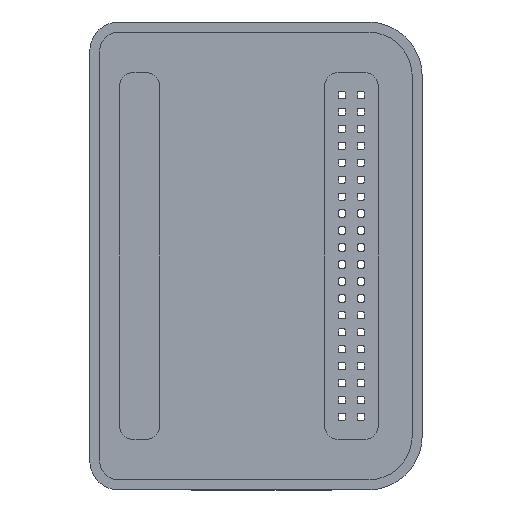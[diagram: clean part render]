
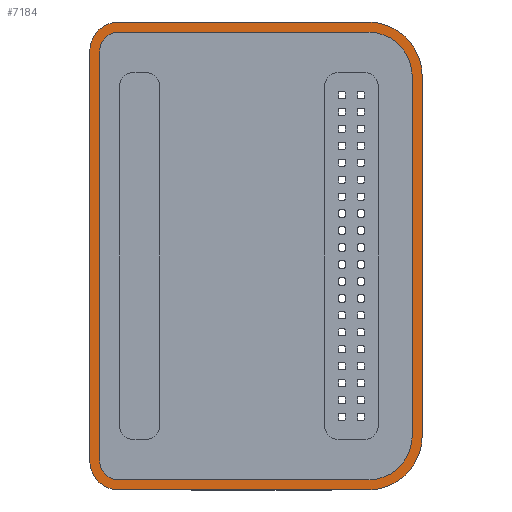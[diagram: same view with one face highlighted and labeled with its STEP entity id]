
A CAD part, front view. The second image highlights one B-rep face of the part: STEP entity #7184.
In plain terms, the highlighted planar face has unit normal (0, -1, 0).
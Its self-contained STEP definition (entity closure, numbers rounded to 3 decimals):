
#137 = DIRECTION ( 'NONE',  ( 0., -1., 0. ) ) ;
#171 = EDGE_CURVE ( 'NONE', #9583, #12754, #4384, .T. ) ;
#286 = LINE ( 'NONE', #10554, #13177 ) ;
#302 = AXIS2_PLACEMENT_3D ( 'NONE', #10979, #401, #5116 ) ;
#397 = PLANE ( 'NONE',  #12147 ) ;
#401 = DIRECTION ( 'NONE',  ( 0., -1., 0. ) ) ;
#517 = CARTESIAN_POINT ( 'NONE',  ( 3.15, -5.1, 30.725 ) ) ;
#940 = CARTESIAN_POINT ( 'NONE',  ( 49.98, -5.1, -26.925 ) ) ;
#1066 = DIRECTION ( 'NONE',  ( -1., 0., 0. ) ) ;
#1067 = VECTOR ( 'NONE', #9562, 1000. ) ;
#1190 = VERTEX_POINT ( 'NONE', #5854 ) ;
#1293 = CARTESIAN_POINT ( 'NONE',  ( 43.33, -5.1, -26.925 ) ) ;
#1337 = CIRCLE ( 'NONE', #3803, 6.65 ) ;
#1346 = CARTESIAN_POINT ( 'NONE',  ( 49.98, -5.1, 26.925 ) ) ;
#1567 = DIRECTION ( 'NONE',  ( 0., 0., -1. ) ) ;
#1725 = DIRECTION ( 'NONE',  ( 0., -1., 0. ) ) ;
#1753 = AXIS2_PLACEMENT_3D ( 'NONE', #3255, #7914, #6846 ) ;
#1839 = VECTOR ( 'NONE', #15019, 1000. ) ;
#1872 = LINE ( 'NONE', #10861, #1067 ) ;
#1943 = EDGE_CURVE ( 'NONE', #13780, #9583, #14780, .T. ) ;
#2272 = VERTEX_POINT ( 'NONE', #11494 ) ;
#2281 = DIRECTION ( 'NONE',  ( 0., 0., -1. ) ) ;
#2401 = LINE ( 'NONE', #9514, #2697 ) ;
#2543 = CIRCLE ( 'NONE', #3777, 8.15 ) ;
#2644 = FACE_OUTER_BOUND ( 'NONE', #13611, .T. ) ;
#2697 = VECTOR ( 'NONE', #1567, 1000. ) ;
#2755 = LINE ( 'NONE', #517, #10804 ) ;
#2872 = FACE_BOUND ( 'NONE', #8325, .T. ) ;
#2907 = EDGE_CURVE ( 'NONE', #2272, #11118, #5138, .T. ) ;
#2962 = VECTOR ( 'NONE', #11384, 1000. ) ;
#3077 = ORIENTED_EDGE ( 'NONE', *, *, #171, .F. ) ;
#3160 = ORIENTED_EDGE ( 'NONE', *, *, #2907, .F. ) ;
#3255 = CARTESIAN_POINT ( 'NONE',  ( 6., -5.1, 30.725 ) ) ;
#3377 = EDGE_CURVE ( 'NONE', #9239, #2272, #14861, .T. ) ;
#3535 = DIRECTION ( 'NONE',  ( 0., 0., 1. ) ) ;
#3546 = CARTESIAN_POINT ( 'NONE',  ( 3.15, -5.1, -30.725 ) ) ;
#3751 = DIRECTION ( 'NONE',  ( 0., -1., 0. ) ) ;
#3777 = AXIS2_PLACEMENT_3D ( 'NONE', #9642, #137, #13137 ) ;
#3792 = EDGE_CURVE ( 'NONE', #14412, #6541, #12441, .T. ) ;
#3803 = AXIS2_PLACEMENT_3D ( 'NONE', #12144, #5173, #6246 ) ;
#3910 = EDGE_CURVE ( 'NONE', #5938, #4741, #286, .T. ) ;
#3947 = CARTESIAN_POINT ( 'NONE',  ( 51.48, -5.1, -26.925 ) ) ;
#4052 = DIRECTION ( 'NONE',  ( 1., 0., 0. ) ) ;
#4289 = DIRECTION ( 'NONE',  ( 0., 0., -1. ) ) ;
#4384 = CIRCLE ( 'NONE', #13214, 6.65 ) ;
#4434 = VERTEX_POINT ( 'NONE', #6134 ) ;
#4590 = CIRCLE ( 'NONE', #7719, 4.35 ) ;
#4635 = CARTESIAN_POINT ( 'NONE',  ( 6., -5.1, -30.725 ) ) ;
#4741 = VERTEX_POINT ( 'NONE', #13969 ) ;
#4830 = DIRECTION ( 'NONE',  ( 0., -1., 0. ) ) ;
#5116 = DIRECTION ( 'NONE',  ( 0., 0., -1. ) ) ;
#5138 = LINE ( 'NONE', #13127, #12370 ) ;
#5173 = DIRECTION ( 'NONE',  ( 0., -1., 0. ) ) ;
#5510 = CARTESIAN_POINT ( 'NONE',  ( 6., -5.1, -35.075 ) ) ;
#5539 = AXIS2_PLACEMENT_3D ( 'NONE', #4635, #6990, #4289 ) ;
#5689 = CARTESIAN_POINT ( 'NONE',  ( 1.65, -5.1, 30.725 ) ) ;
#5854 = CARTESIAN_POINT ( 'NONE',  ( 6., -5.1, -35.075 ) ) ;
#5938 = VERTEX_POINT ( 'NONE', #3947 ) ;
#6025 = CARTESIAN_POINT ( 'NONE',  ( 43.33, -5.1, 35.075 ) ) ;
#6134 = CARTESIAN_POINT ( 'NONE',  ( 6., -5.1, 33.575 ) ) ;
#6211 = CARTESIAN_POINT ( 'NONE',  ( 43.33, -5.1, 26.925 ) ) ;
#6246 = DIRECTION ( 'NONE',  ( 0., 0., -1. ) ) ;
#6502 = CARTESIAN_POINT ( 'NONE',  ( 43.33, -5.1, -33.575 ) ) ;
#6541 = VERTEX_POINT ( 'NONE', #11346 ) ;
#6846 = DIRECTION ( 'NONE',  ( 0., 0., -1. ) ) ;
#6889 = ORIENTED_EDGE ( 'NONE', *, *, #3377, .F. ) ;
#6990 = DIRECTION ( 'NONE',  ( 0., -1., 0. ) ) ;
#7017 = VERTEX_POINT ( 'NONE', #5689 ) ;
#7184 = ADVANCED_FACE ( 'NONE', ( #2644, #2872 ), #397, .T. ) ;
#7419 = EDGE_CURVE ( 'NONE', #12754, #4434, #1872, .T. ) ;
#7719 = AXIS2_PLACEMENT_3D ( 'NONE', #11689, #4830, #14198 ) ;
#7914 = DIRECTION ( 'NONE',  ( 0., -1., 0. ) ) ;
#8013 = CARTESIAN_POINT ( 'NONE',  ( 3.15, -5.1, 30.725 ) ) ;
#8200 = ORIENTED_EDGE ( 'NONE', *, *, #13060, .F. ) ;
#8325 = EDGE_LOOP ( 'NONE', ( #13710, #3077, #8445, #8600, #3160, #6889, #9814, #8200 ) ) ;
#8445 = ORIENTED_EDGE ( 'NONE', *, *, #1943, .F. ) ;
#8479 = ORIENTED_EDGE ( 'NONE', *, *, #3792, .T. ) ;
#8537 = EDGE_CURVE ( 'NONE', #12017, #1190, #8832, .T. ) ;
#8600 = ORIENTED_EDGE ( 'NONE', *, *, #8971, .F. ) ;
#8781 = DIRECTION ( 'NONE',  ( 0., 0., -1. ) ) ;
#8832 = CIRCLE ( 'NONE', #302, 4.35 ) ;
#8934 = ORIENTED_EDGE ( 'NONE', *, *, #8537, .T. ) ;
#8971 = EDGE_CURVE ( 'NONE', #11118, #13780, #1337, .T. ) ;
#9239 = VERTEX_POINT ( 'NONE', #3546 ) ;
#9398 = DIRECTION ( 'NONE',  ( 0., -1., 0. ) ) ;
#9505 = VERTEX_POINT ( 'NONE', #8013 ) ;
#9514 = CARTESIAN_POINT ( 'NONE',  ( 1.65, -5.1, 30.725 ) ) ;
#9562 = DIRECTION ( 'NONE',  ( -1., 0., 0. ) ) ;
#9563 = EDGE_CURVE ( 'NONE', #1190, #9732, #12803, .T. ) ;
#9583 = VERTEX_POINT ( 'NONE', #1346 ) ;
#9610 = EDGE_CURVE ( 'NONE', #6541, #7017, #4590, .T. ) ;
#9642 = CARTESIAN_POINT ( 'NONE',  ( 43.33, -5.1, 26.925 ) ) ;
#9732 = VERTEX_POINT ( 'NONE', #14783 ) ;
#9814 = ORIENTED_EDGE ( 'NONE', *, *, #13631, .F. ) ;
#9909 = DIRECTION ( 'NONE',  ( 0., 0., -1. ) ) ;
#10024 = CARTESIAN_POINT ( 'NONE',  ( 1.65, -5.1, -30.725 ) ) ;
#10247 = AXIS2_PLACEMENT_3D ( 'NONE', #1293, #9398, #2281 ) ;
#10255 = ORIENTED_EDGE ( 'NONE', *, *, #14842, .T. ) ;
#10554 = CARTESIAN_POINT ( 'NONE',  ( 51.48, -5.1, -26.925 ) ) ;
#10593 = CARTESIAN_POINT ( 'NONE',  ( 43.33, -5.1, 33.575 ) ) ;
#10670 = ORIENTED_EDGE ( 'NONE', *, *, #3910, .T. ) ;
#10804 = VECTOR ( 'NONE', #8781, 1000. ) ;
#10861 = CARTESIAN_POINT ( 'NONE',  ( 43.33, -5.1, 33.575 ) ) ;
#10888 = EDGE_CURVE ( 'NONE', #9732, #5938, #13479, .T. ) ;
#10979 = CARTESIAN_POINT ( 'NONE',  ( 6., -5.1, -30.725 ) ) ;
#11118 = VERTEX_POINT ( 'NONE', #6502 ) ;
#11346 = CARTESIAN_POINT ( 'NONE',  ( 6., -5.1, 35.075 ) ) ;
#11384 = DIRECTION ( 'NONE',  ( 1., 0., 0. ) ) ;
#11494 = CARTESIAN_POINT ( 'NONE',  ( 6., -5.1, -33.575 ) ) ;
#11521 = EDGE_CURVE ( 'NONE', #7017, #12017, #2401, .T. ) ;
#11689 = CARTESIAN_POINT ( 'NONE',  ( 6., -5.1, 30.725 ) ) ;
#11919 = VECTOR ( 'NONE', #1066, 1000. ) ;
#12017 = VERTEX_POINT ( 'NONE', #10024 ) ;
#12093 = ORIENTED_EDGE ( 'NONE', *, *, #9610, .T. ) ;
#12144 = CARTESIAN_POINT ( 'NONE',  ( 43.33, -5.1, -26.925 ) ) ;
#12147 = AXIS2_PLACEMENT_3D ( 'NONE', #13180, #1725, #9909 ) ;
#12370 = VECTOR ( 'NONE', #4052, 1000. ) ;
#12441 = LINE ( 'NONE', #13788, #11919 ) ;
#12754 = VERTEX_POINT ( 'NONE', #10593 ) ;
#12803 = LINE ( 'NONE', #5510, #2962 ) ;
#13060 = EDGE_CURVE ( 'NONE', #4434, #9505, #15010, .T. ) ;
#13127 = CARTESIAN_POINT ( 'NONE',  ( 6., -5.1, -33.575 ) ) ;
#13137 = DIRECTION ( 'NONE',  ( 0., 0., -1. ) ) ;
#13177 = VECTOR ( 'NONE', #3535, 1000. ) ;
#13180 = CARTESIAN_POINT ( 'NONE',  ( 43.33, -5.1, 26.925 ) ) ;
#13214 = AXIS2_PLACEMENT_3D ( 'NONE', #6211, #3751, #14208 ) ;
#13479 = CIRCLE ( 'NONE', #10247, 8.15 ) ;
#13611 = EDGE_LOOP ( 'NONE', ( #10255, #8479, #12093, #13848, #8934, #14818, #14032, #10670 ) ) ;
#13631 = EDGE_CURVE ( 'NONE', #9505, #9239, #2755, .T. ) ;
#13710 = ORIENTED_EDGE ( 'NONE', *, *, #7419, .F. ) ;
#13780 = VERTEX_POINT ( 'NONE', #15172 ) ;
#13788 = CARTESIAN_POINT ( 'NONE',  ( 43.33, -5.1, 35.075 ) ) ;
#13848 = ORIENTED_EDGE ( 'NONE', *, *, #11521, .T. ) ;
#13969 = CARTESIAN_POINT ( 'NONE',  ( 51.48, -5.1, 26.925 ) ) ;
#14032 = ORIENTED_EDGE ( 'NONE', *, *, #10888, .T. ) ;
#14198 = DIRECTION ( 'NONE',  ( 0., 0., -1. ) ) ;
#14208 = DIRECTION ( 'NONE',  ( 0., 0., -1. ) ) ;
#14412 = VERTEX_POINT ( 'NONE', #6025 ) ;
#14780 = LINE ( 'NONE', #940, #1839 ) ;
#14783 = CARTESIAN_POINT ( 'NONE',  ( 43.33, -5.1, -35.075 ) ) ;
#14818 = ORIENTED_EDGE ( 'NONE', *, *, #9563, .T. ) ;
#14842 = EDGE_CURVE ( 'NONE', #4741, #14412, #2543, .T. ) ;
#14861 = CIRCLE ( 'NONE', #5539, 2.85 ) ;
#15010 = CIRCLE ( 'NONE', #1753, 2.85 ) ;
#15019 = DIRECTION ( 'NONE',  ( 0., 0., 1. ) ) ;
#15172 = CARTESIAN_POINT ( 'NONE',  ( 49.98, -5.1, -26.925 ) ) ;
